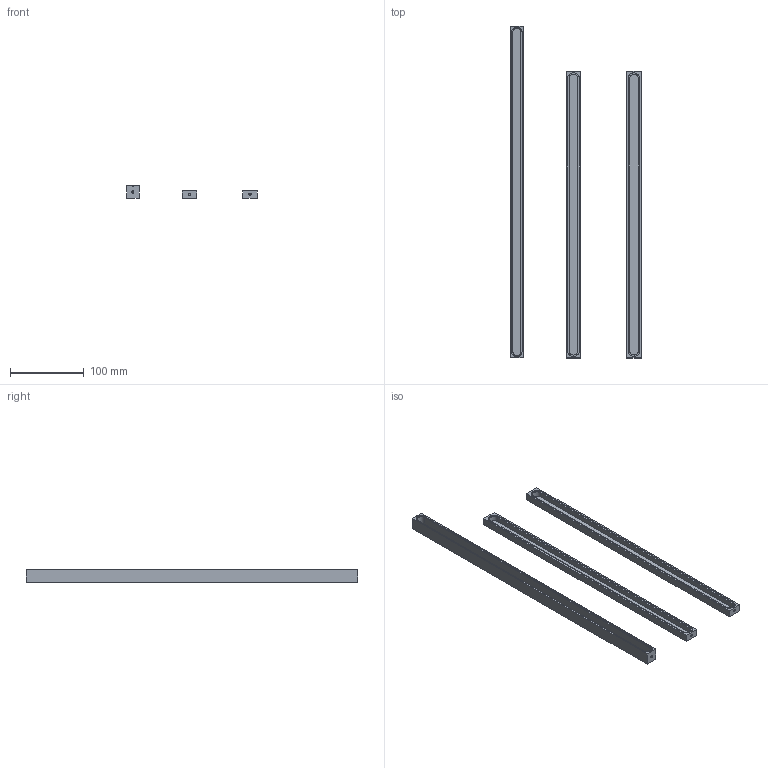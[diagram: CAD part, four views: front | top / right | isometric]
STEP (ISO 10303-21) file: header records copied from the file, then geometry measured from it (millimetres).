
FILE_DESCRIPTION(/* description */ (''),/* implementation_level */ '2;1');
FILE_NAME(/* name */ 'LED BAR A & B',/* time_stamp */ '2020-02-04T09:50:24+01:00',/* author */ (''),/* organization */ (''),/* preprocessor_version */ 'ST-DEVELOPER v15',/* originating_system */ '',/* authorisation */ '');
FILE_SCHEMA (('AUTOMOTIVE_DESIGN_CC2'));
Length unit declared in the file: centimetre
Products named in the file (1): Document
Bounding box: 176.98 x 449.04 x 17 mm (x, y, z)
Volume: 139975.3 mm3; surface area: 103492.2 mm2
Topology: 3 solids, 3 shells, 63 faces, 163 edges, 109 vertices
Faces by surface type: bspline 63
Entity records: 3806 total; most frequent: CARTESIAN_POINT 1702, B_SPLINE_CURVE_WITH_KNOTS 390, ORIENTED_EDGE 324, PCURVE 324, DEFINITIONAL_REPRESENTATION 324, SURFACE_CURVE 162, EDGE_CURVE 162, VERTEX_POINT 108
